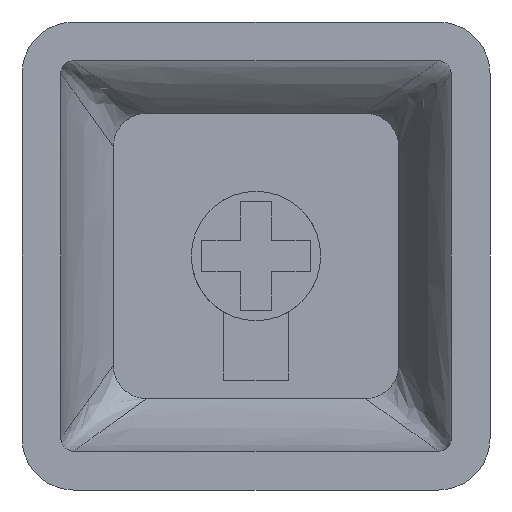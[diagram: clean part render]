
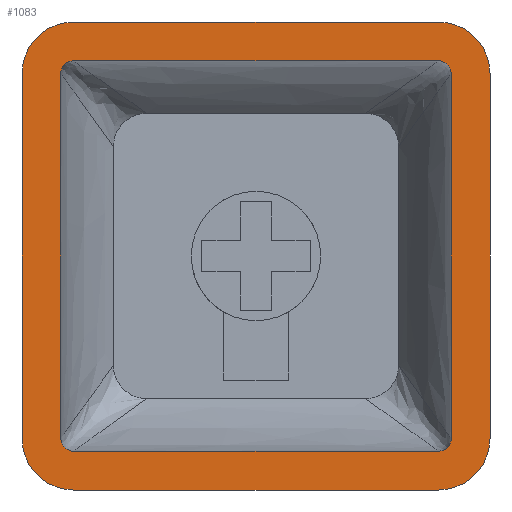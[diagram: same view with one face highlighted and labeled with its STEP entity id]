
A CAD part, front view. The second image highlights one B-rep face of the part: STEP entity #1083.
In plain terms, the highlighted planar face has unit normal (0, -1, 0).
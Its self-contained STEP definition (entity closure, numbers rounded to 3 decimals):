
#18=CIRCLE('',#1151,2.);
#19=CIRCLE('',#1152,2.);
#20=CIRCLE('',#1153,2.);
#21=CIRCLE('',#1154,2.);
#47=FACE_BOUND('',#164,.T.);
#60=B_SPLINE_CURVE_WITH_KNOTS('',3,(#1650,#1651,#1652,#1653,#1654,#1655,
#1656,#1657,#1658,#1659),.UNSPECIFIED.,.F.,.F.,(4,1,1,1,1,1,1,4),(0.,
0.143,0.286,0.429,0.571,
0.714,0.857,1.),.UNSPECIFIED.);
#63=B_SPLINE_CURVE_WITH_KNOTS('',3,(#1699,#1700,#1701,#1702,#1703,#1704,
#1705),.UNSPECIFIED.,.F.,.F.,(4,1,1,1,4),(0.,0.286,0.571,
0.857,1.),.UNSPECIFIED.);
#65=B_SPLINE_CURVE_WITH_KNOTS('',3,(#1767,#1768,#1769,#1770,#1771,#1772,
#1773,#1774,#1775),.UNSPECIFIED.,.F.,.F.,(4,1,1,1,1,1,4),(0.,
0.214,0.429,0.571,0.714,
0.857,1.),.UNSPECIFIED.);
#67=B_SPLINE_CURVE_WITH_KNOTS('',3,(#1809,#1810,#1811,#1812,#1813,#1814,
#1815),.UNSPECIFIED.,.F.,.F.,(4,1,1,1,4),(0.,0.286,0.571,
0.857,1.),.UNSPECIFIED.);
#69=B_SPLINE_CURVE_WITH_KNOTS('',3,(#1883,#1884,#1885,#1886,#1887,#1888,
#1889,#1890,#1891,#1892),.UNSPECIFIED.,.F.,.F.,(4,1,1,1,1,1,1,4),(0.,
0.143,0.286,0.429,0.571,
0.714,0.857,1.),.UNSPECIFIED.);
#71=B_SPLINE_CURVE_WITH_KNOTS('',3,(#1926,#1927,#1928,#1929,#1930,#1931,
#1932),.UNSPECIFIED.,.F.,.F.,(4,1,1,1,4),(0.,0.286,0.571,
0.857,1.),.UNSPECIFIED.);
#73=B_SPLINE_CURVE_WITH_KNOTS('',3,(#1994,#1995,#1996,#1997,#1998,#1999,
#2000,#2001,#2002),.UNSPECIFIED.,.F.,.F.,(4,1,1,1,1,1,4),(0.,
0.214,0.429,0.571,0.714,
0.857,1.),.UNSPECIFIED.);
#74=B_SPLINE_CURVE_WITH_KNOTS('',3,(#2031,#2032,#2033,#2034,#2035,#2036,
#2037),.UNSPECIFIED.,.F.,.F.,(4,1,1,1,4),(0.,0.286,0.571,
0.857,1.),.UNSPECIFIED.);
#102=FACE_OUTER_BOUND('',#163,.T.);
#163=EDGE_LOOP('',(#793,#794,#795,#796,#797,#798,#799,#800));
#164=EDGE_LOOP('',(#801,#802,#803,#804,#805,#806,#807,#808));
#238=LINE('',#2043,#353);
#239=LINE('',#2047,#354);
#240=LINE('',#2051,#355);
#241=LINE('',#2054,#356);
#353=VECTOR('',#1253,10.);
#354=VECTOR('',#1256,10.);
#355=VECTOR('',#1259,10.);
#356=VECTOR('',#1262,10.);
#466=VERTEX_POINT('',#1642);
#467=VERTEX_POINT('',#1649);
#468=VERTEX_POINT('',#1694);
#469=VERTEX_POINT('',#1760);
#470=VERTEX_POINT('',#1804);
#471=VERTEX_POINT('',#1876);
#472=VERTEX_POINT('',#1921);
#473=VERTEX_POINT('',#1987);
#474=VERTEX_POINT('',#2039);
#475=VERTEX_POINT('',#2040);
#476=VERTEX_POINT('',#2042);
#477=VERTEX_POINT('',#2044);
#478=VERTEX_POINT('',#2046);
#479=VERTEX_POINT('',#2048);
#480=VERTEX_POINT('',#2050);
#481=VERTEX_POINT('',#2052);
#583=EDGE_CURVE('',#467,#466,#60,.T.);
#586=EDGE_CURVE('',#466,#468,#63,.T.);
#588=EDGE_CURVE('',#468,#469,#65,.T.);
#590=EDGE_CURVE('',#469,#470,#67,.T.);
#592=EDGE_CURVE('',#470,#471,#69,.T.);
#594=EDGE_CURVE('',#471,#472,#71,.T.);
#596=EDGE_CURVE('',#472,#473,#73,.T.);
#597=EDGE_CURVE('',#473,#467,#74,.T.);
#598=EDGE_CURVE('',#474,#475,#18,.T.);
#599=EDGE_CURVE('',#476,#474,#238,.T.);
#600=EDGE_CURVE('',#477,#476,#19,.T.);
#601=EDGE_CURVE('',#478,#477,#239,.T.);
#602=EDGE_CURVE('',#479,#478,#20,.T.);
#603=EDGE_CURVE('',#480,#479,#240,.T.);
#604=EDGE_CURVE('',#481,#480,#21,.T.);
#605=EDGE_CURVE('',#475,#481,#241,.T.);
#793=ORIENTED_EDGE('',*,*,#598,.F.);
#794=ORIENTED_EDGE('',*,*,#599,.F.);
#795=ORIENTED_EDGE('',*,*,#600,.F.);
#796=ORIENTED_EDGE('',*,*,#601,.F.);
#797=ORIENTED_EDGE('',*,*,#602,.F.);
#798=ORIENTED_EDGE('',*,*,#603,.F.);
#799=ORIENTED_EDGE('',*,*,#604,.F.);
#800=ORIENTED_EDGE('',*,*,#605,.F.);
#801=ORIENTED_EDGE('',*,*,#583,.T.);
#802=ORIENTED_EDGE('',*,*,#586,.T.);
#803=ORIENTED_EDGE('',*,*,#588,.T.);
#804=ORIENTED_EDGE('',*,*,#590,.T.);
#805=ORIENTED_EDGE('',*,*,#592,.T.);
#806=ORIENTED_EDGE('',*,*,#594,.T.);
#807=ORIENTED_EDGE('',*,*,#596,.T.);
#808=ORIENTED_EDGE('',*,*,#597,.T.);
#1032=PLANE('',#1150);
#1083=ADVANCED_FACE('',(#102,#47),#1032,.F.);
#1150=AXIS2_PLACEMENT_3D('',#2038,#1249,#1250);
#1151=AXIS2_PLACEMENT_3D('',#2041,#1251,#1252);
#1152=AXIS2_PLACEMENT_3D('',#2045,#1254,#1255);
#1153=AXIS2_PLACEMENT_3D('',#2049,#1257,#1258);
#1154=AXIS2_PLACEMENT_3D('',#2053,#1260,#1261);
#1249=DIRECTION('center_axis',(0.,1.,0.));
#1250=DIRECTION('ref_axis',(0.,0.,1.));
#1251=DIRECTION('center_axis',(0.,1.,0.));
#1252=DIRECTION('ref_axis',(0.,0.,1.));
#1253=DIRECTION('',(1.,0.,0.));
#1254=DIRECTION('center_axis',(0.,1.,0.));
#1255=DIRECTION('ref_axis',(-1.,0.,0.));
#1256=DIRECTION('',(0.,0.,1.));
#1257=DIRECTION('center_axis',(0.,1.,0.));
#1258=DIRECTION('ref_axis',(0.,0.,-1.));
#1259=DIRECTION('',(-1.,0.,0.));
#1260=DIRECTION('center_axis',(0.,1.,0.));
#1261=DIRECTION('ref_axis',(1.,0.,0.));
#1262=DIRECTION('',(0.,0.,-1.));
#1642=CARTESIAN_POINT('',(16.6,0.,16.1));
#1649=CARTESIAN_POINT('',(16.1,0.,16.6));
#1650=CARTESIAN_POINT('Ctrl Pts',(16.1,0.,16.6));
#1651=CARTESIAN_POINT('Ctrl Pts',(16.137,0.,16.6));
#1652=CARTESIAN_POINT('Ctrl Pts',(16.212,0.,16.592));
#1653=CARTESIAN_POINT('Ctrl Pts',(16.319,0.,16.554));
#1654=CARTESIAN_POINT('Ctrl Pts',(16.414,0.,16.494));
#1655=CARTESIAN_POINT('Ctrl Pts',(16.494,0.,16.414));
#1656=CARTESIAN_POINT('Ctrl Pts',(16.554,0.,16.319));
#1657=CARTESIAN_POINT('Ctrl Pts',(16.592,0.,16.212));
#1658=CARTESIAN_POINT('Ctrl Pts',(16.6,0.,16.137));
#1659=CARTESIAN_POINT('Ctrl Pts',(16.6,0.,16.1));
#1694=CARTESIAN_POINT('',(16.6,0.,2.));
#1699=CARTESIAN_POINT('Ctrl Pts',(16.6,0.,16.1));
#1700=CARTESIAN_POINT('Ctrl Pts',(16.6,0.,15.801));
#1701=CARTESIAN_POINT('Ctrl Pts',(16.6,0.,13.413));
#1702=CARTESIAN_POINT('Ctrl Pts',(16.6,0.,7.532));
#1703=CARTESIAN_POINT('Ctrl Pts',(16.6,0.,3.269));
#1704=CARTESIAN_POINT('Ctrl Pts',(16.6,0.,2.15));
#1705=CARTESIAN_POINT('Ctrl Pts',(16.6,0.,2.));
#1760=CARTESIAN_POINT('',(16.1,0.,1.5));
#1767=CARTESIAN_POINT('Ctrl Pts',(16.6,0.,2.));
#1768=CARTESIAN_POINT('Ctrl Pts',(16.6,0.,1.944));
#1769=CARTESIAN_POINT('Ctrl Pts',(16.581,0.,1.832));
#1770=CARTESIAN_POINT('Ctrl Pts',(16.508,0.,1.699));
#1771=CARTESIAN_POINT('Ctrl Pts',(16.414,0.,1.606));
#1772=CARTESIAN_POINT('Ctrl Pts',(16.319,0.,1.546));
#1773=CARTESIAN_POINT('Ctrl Pts',(16.212,0.,1.508));
#1774=CARTESIAN_POINT('Ctrl Pts',(16.137,0.,1.5));
#1775=CARTESIAN_POINT('Ctrl Pts',(16.1,0.,1.5));
#1804=CARTESIAN_POINT('',(2.,0.,1.5));
#1809=CARTESIAN_POINT('Ctrl Pts',(16.1,0.,1.5));
#1810=CARTESIAN_POINT('Ctrl Pts',(15.801,0.,1.5));
#1811=CARTESIAN_POINT('Ctrl Pts',(13.413,0.,1.5));
#1812=CARTESIAN_POINT('Ctrl Pts',(7.532,0.,1.5));
#1813=CARTESIAN_POINT('Ctrl Pts',(3.269,0.,1.5));
#1814=CARTESIAN_POINT('Ctrl Pts',(2.15,0.,1.5));
#1815=CARTESIAN_POINT('Ctrl Pts',(2.,0.,1.5));
#1876=CARTESIAN_POINT('',(1.5,0.,2.));
#1883=CARTESIAN_POINT('Ctrl Pts',(2.,0.,1.5));
#1884=CARTESIAN_POINT('Ctrl Pts',(1.963,0.,1.5));
#1885=CARTESIAN_POINT('Ctrl Pts',(1.888,0.,1.508));
#1886=CARTESIAN_POINT('Ctrl Pts',(1.781,0.,1.546));
#1887=CARTESIAN_POINT('Ctrl Pts',(1.686,0.,1.606));
#1888=CARTESIAN_POINT('Ctrl Pts',(1.606,0.,1.686));
#1889=CARTESIAN_POINT('Ctrl Pts',(1.546,0.,1.781));
#1890=CARTESIAN_POINT('Ctrl Pts',(1.508,0.,1.888));
#1891=CARTESIAN_POINT('Ctrl Pts',(1.5,0.,1.963));
#1892=CARTESIAN_POINT('Ctrl Pts',(1.5,0.,2.));
#1921=CARTESIAN_POINT('',(1.5,0.,16.1));
#1926=CARTESIAN_POINT('Ctrl Pts',(1.5,0.,2.));
#1927=CARTESIAN_POINT('Ctrl Pts',(1.5,0.,2.299));
#1928=CARTESIAN_POINT('Ctrl Pts',(1.5,0.,4.687));
#1929=CARTESIAN_POINT('Ctrl Pts',(1.5,0.,10.568));
#1930=CARTESIAN_POINT('Ctrl Pts',(1.5,0.,14.831));
#1931=CARTESIAN_POINT('Ctrl Pts',(1.5,0.,15.95));
#1932=CARTESIAN_POINT('Ctrl Pts',(1.5,0.,16.1));
#1987=CARTESIAN_POINT('',(2.,0.,16.6));
#1994=CARTESIAN_POINT('Ctrl Pts',(1.5,0.,16.1));
#1995=CARTESIAN_POINT('Ctrl Pts',(1.5,0.,16.156));
#1996=CARTESIAN_POINT('Ctrl Pts',(1.519,0.,16.268));
#1997=CARTESIAN_POINT('Ctrl Pts',(1.592,0.,16.401));
#1998=CARTESIAN_POINT('Ctrl Pts',(1.686,0.,16.494));
#1999=CARTESIAN_POINT('Ctrl Pts',(1.781,0.,16.554));
#2000=CARTESIAN_POINT('Ctrl Pts',(1.888,0.,16.592));
#2001=CARTESIAN_POINT('Ctrl Pts',(1.963,0.,16.6));
#2002=CARTESIAN_POINT('Ctrl Pts',(2.,0.,16.6));
#2031=CARTESIAN_POINT('Ctrl Pts',(2.,0.,16.6));
#2032=CARTESIAN_POINT('Ctrl Pts',(2.299,0.,16.6));
#2033=CARTESIAN_POINT('Ctrl Pts',(4.687,0.,16.6));
#2034=CARTESIAN_POINT('Ctrl Pts',(10.568,0.,16.6));
#2035=CARTESIAN_POINT('Ctrl Pts',(14.831,0.,16.6));
#2036=CARTESIAN_POINT('Ctrl Pts',(15.95,0.,16.6));
#2037=CARTESIAN_POINT('Ctrl Pts',(16.1,0.,16.6));
#2038=CARTESIAN_POINT('Origin',(9.05,0.,9.05));
#2039=CARTESIAN_POINT('',(16.1,0.,18.1));
#2040=CARTESIAN_POINT('',(18.1,0.,16.1));
#2041=CARTESIAN_POINT('Origin',(16.1,0.,16.1));
#2042=CARTESIAN_POINT('',(2.,0.,18.1));
#2043=CARTESIAN_POINT('',(16.1,0.,18.1));
#2044=CARTESIAN_POINT('',(0.,0.,16.1));
#2045=CARTESIAN_POINT('Origin',(2.,0.,16.1));
#2046=CARTESIAN_POINT('',(0.,0.,2.));
#2047=CARTESIAN_POINT('',(0.,0.,16.1));
#2048=CARTESIAN_POINT('',(2.,0.,0.));
#2049=CARTESIAN_POINT('Origin',(2.,0.,2.));
#2050=CARTESIAN_POINT('',(16.1,0.,0.));
#2051=CARTESIAN_POINT('',(2.,0.,0.));
#2052=CARTESIAN_POINT('',(18.1,0.,2.));
#2053=CARTESIAN_POINT('Origin',(16.1,0.,2.));
#2054=CARTESIAN_POINT('',(18.1,0.,2.));
